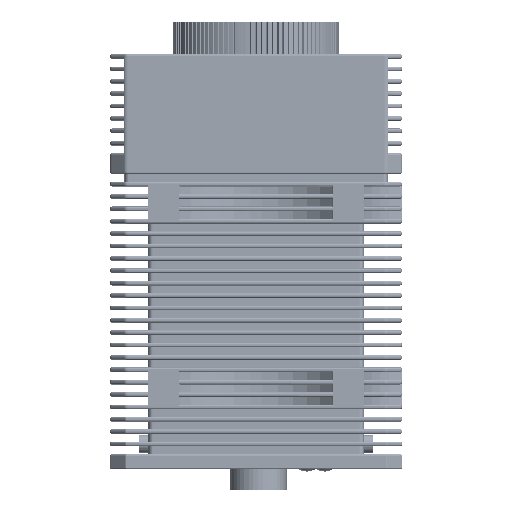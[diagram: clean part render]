
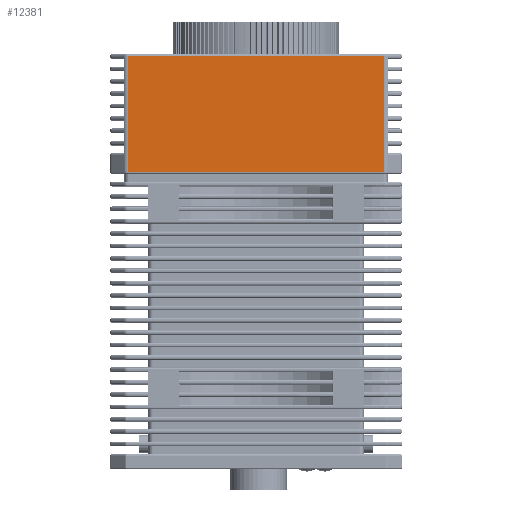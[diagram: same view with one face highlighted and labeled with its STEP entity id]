
A CAD part, left-side view. The second image highlights one B-rep face of the part: STEP entity #12381.
In plain terms, the highlighted face is planar.
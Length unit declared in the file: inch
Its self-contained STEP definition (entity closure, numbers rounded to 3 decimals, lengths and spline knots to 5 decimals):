
#11369 = LINE ( 'NONE', #70709, #110155 ) ;
#12381 = ADVANCED_FACE ( 'NONE', ( #63140 ), #110171, .F. ) ;
#15602 = CARTESIAN_POINT ( 'NONE',  ( 1.20079, 1.05653, 0.97136 ) ) ;
#28468 = CARTESIAN_POINT ( 'NONE',  ( 1.20079, 1.20079, 1.0496 ) ) ;
#33094 = LINE ( 'NONE', #80093, #67146 ) ;
#33775 = AXIS2_PLACEMENT_3D ( 'NONE', #28468, #94426, #56719 ) ;
#34856 = VECTOR ( 'NONE', #40823, 39.37008 ) ;
#39887 = CARTESIAN_POINT ( 'NONE',  ( 1.20079, 1.05653, 0.01575 ) ) ;
#40823 = DIRECTION ( 'NONE',  ( 0., 0., -1. ) ) ;
#44849 = VERTEX_POINT ( 'NONE', #15602 ) ;
#46126 = CARTESIAN_POINT ( 'NONE',  ( 1.20079, 1.05653, 1.0496 ) ) ;
#56719 = DIRECTION ( 'NONE',  ( 0., -1., 0. ) ) ;
#59992 = VERTEX_POINT ( 'NONE', #143559 ) ;
#60525 = EDGE_CURVE ( 'NONE', #148597, #44849, #80034, .T. ) ;
#63140 = FACE_OUTER_BOUND ( 'NONE', #80806, .T. ) ;
#65464 = CARTESIAN_POINT ( 'NONE',  ( 1.20079, -1.05653, 0. ) ) ;
#67146 = VECTOR ( 'NONE', #130164, 39.37008 ) ;
#67652 = VECTOR ( 'NONE', #70776, 39.37008 ) ;
#70709 = CARTESIAN_POINT ( 'NONE',  ( 1.20079, 1.20079, 0.01575 ) ) ;
#70776 = DIRECTION ( 'NONE',  ( 0., 0., 1. ) ) ;
#72101 = CARTESIAN_POINT ( 'NONE',  ( 1.20079, -1.05653, 0.97136 ) ) ;
#79920 = ORIENTED_EDGE ( 'NONE', *, *, #60525, .T. ) ;
#80034 = LINE ( 'NONE', #46126, #67652 ) ;
#80093 = CARTESIAN_POINT ( 'NONE',  ( 1.20079, 1.20079, 0.97136 ) ) ;
#80806 = EDGE_LOOP ( 'NONE', ( #79920, #85084, #115860, #86893 ) ) ;
#84933 = EDGE_CURVE ( 'NONE', #44849, #113094, #33094, .T. ) ;
#85084 = ORIENTED_EDGE ( 'NONE', *, *, #84933, .T. ) ;
#86893 = ORIENTED_EDGE ( 'NONE', *, *, #121449, .T. ) ;
#94426 = DIRECTION ( 'NONE',  ( -1., 0., 0. ) ) ;
#110155 = VECTOR ( 'NONE', #128515, 39.37008 ) ;
#110171 = PLANE ( 'NONE',  #33775 ) ;
#110960 = LINE ( 'NONE', #65464, #34856 ) ;
#113094 = VERTEX_POINT ( 'NONE', #72101 ) ;
#113595 = EDGE_CURVE ( 'NONE', #113094, #59992, #110960, .T. ) ;
#115860 = ORIENTED_EDGE ( 'NONE', *, *, #113595, .T. ) ;
#121449 = EDGE_CURVE ( 'NONE', #59992, #148597, #11369, .T. ) ;
#128515 = DIRECTION ( 'NONE',  ( 0., 1., 0. ) ) ;
#130164 = DIRECTION ( 'NONE',  ( 0., -1., 0. ) ) ;
#143559 = CARTESIAN_POINT ( 'NONE',  ( 1.20079, -1.05653, 0.01575 ) ) ;
#148597 = VERTEX_POINT ( 'NONE', #39887 ) ;
